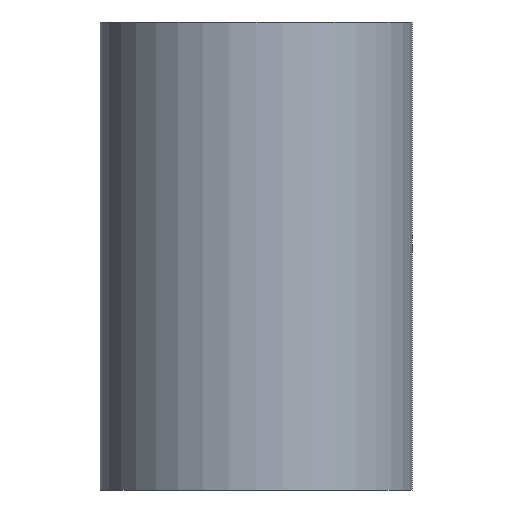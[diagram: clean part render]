
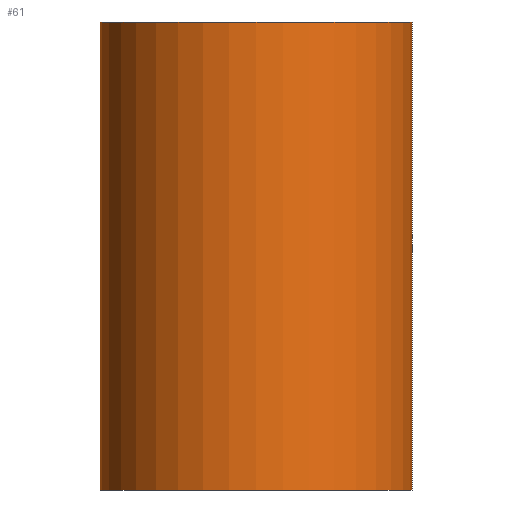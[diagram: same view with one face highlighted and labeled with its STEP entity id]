
A CAD part, front view. The second image highlights one B-rep face of the part: STEP entity #61.
In plain terms, the highlighted cylindrical face has radius 5 mm (diameter 10 mm), a partial arc.
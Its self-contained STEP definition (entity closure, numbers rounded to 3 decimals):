
#5 = EDGE_CURVE ( 'NONE', #12, #21, #78, .T. ) ;
#9 = VERTEX_POINT ( 'NONE', #56 ) ;
#12 = VERTEX_POINT ( 'NONE', #150 ) ;
#21 = VERTEX_POINT ( 'NONE', #127 ) ;
#24 = VERTEX_POINT ( 'NONE', #166 ) ;
#27 = ORIENTED_EDGE ( 'NONE', *, *, #51, .F. ) ;
#28 = ORIENTED_EDGE ( 'NONE', *, *, #65, .T. ) ;
#37 = ORIENTED_EDGE ( 'NONE', *, *, #50, .T. ) ;
#50 = EDGE_CURVE ( 'NONE', #24, #9, #154, .T. ) ;
#51 = EDGE_CURVE ( 'NONE', #24, #12, #99, .T. ) ;
#56 = CARTESIAN_POINT ( 'NONE',  ( -5., 0., 0. ) ) ;
#60 = ORIENTED_EDGE ( 'NONE', *, *, #5, .F. ) ;
#61 = ADVANCED_FACE ( 'NONE', ( #146 ), #156, .T. ) ;
#62 = EDGE_LOOP ( 'NONE', ( #60, #27, #37, #28 ) ) ;
#65 = EDGE_CURVE ( 'NONE', #9, #21, #155, .T. ) ;
#76 = DIRECTION ( 'NONE',  ( 0., 0., -1. ) ) ;
#77 = CARTESIAN_POINT ( 'NONE',  ( 5., 0., 15. ) ) ;
#78 = LINE ( 'NONE', #77, #92 ) ;
#92 = VECTOR ( 'NONE', #76, 1000. ) ;
#95 = AXIS2_PLACEMENT_3D ( 'NONE', #100, #143, #142 ) ;
#99 = CIRCLE ( 'NONE', #95, 5. ) ;
#100 = CARTESIAN_POINT ( 'NONE',  ( 0., 0., 15. ) ) ;
#103 = CARTESIAN_POINT ( 'NONE',  ( 0., 0., 15. ) ) ;
#127 = CARTESIAN_POINT ( 'NONE',  ( 5., 0., 0. ) ) ;
#133 = DIRECTION ( 'NONE',  ( 1., 0., 0. ) ) ;
#134 = DIRECTION ( 'NONE',  ( 0., 0., 1. ) ) ;
#135 = DIRECTION ( 'NONE',  ( -1., 0., 0. ) ) ;
#136 = CARTESIAN_POINT ( 'NONE',  ( 0., 0., 0. ) ) ;
#137 = AXIS2_PLACEMENT_3D ( 'NONE', #103, #138, #135 ) ;
#138 = DIRECTION ( 'NONE',  ( 0., 0., -1. ) ) ;
#142 = DIRECTION ( 'NONE',  ( 1., 0., 0. ) ) ;
#143 = DIRECTION ( 'NONE',  ( 0., 0., 1. ) ) ;
#146 = FACE_OUTER_BOUND ( 'NONE', #62, .T. ) ;
#147 = AXIS2_PLACEMENT_3D ( 'NONE', #136, #134, #133 ) ;
#150 = CARTESIAN_POINT ( 'NONE',  ( 5., 0., 15. ) ) ;
#151 = DIRECTION ( 'NONE',  ( 0., 0., -1. ) ) ;
#152 = VECTOR ( 'NONE', #151, 1000. ) ;
#153 = CARTESIAN_POINT ( 'NONE',  ( -5., 0., 15. ) ) ;
#154 = LINE ( 'NONE', #153, #152 ) ;
#155 = CIRCLE ( 'NONE', #147, 5. ) ;
#156 = CYLINDRICAL_SURFACE ( 'NONE', #137, 5. ) ;
#166 = CARTESIAN_POINT ( 'NONE',  ( -5., 0., 15. ) ) ;
